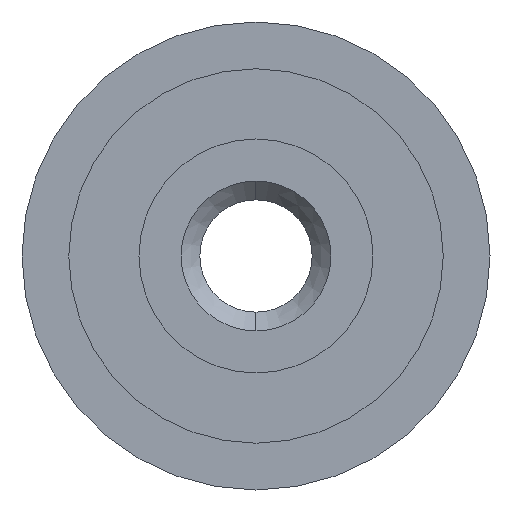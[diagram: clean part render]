
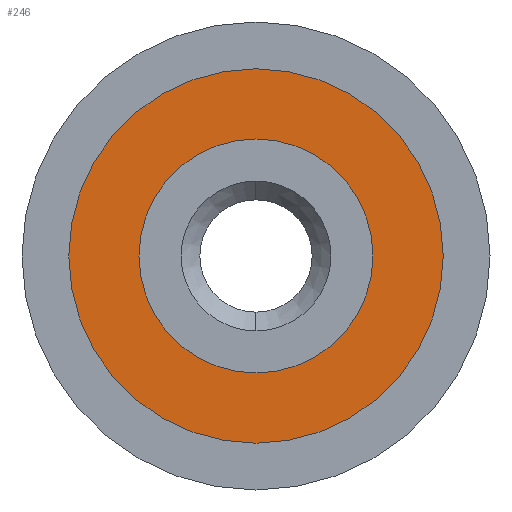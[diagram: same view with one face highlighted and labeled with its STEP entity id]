
A CAD part, left-side view. The second image highlights one B-rep face of the part: STEP entity #246.
In plain terms, the highlighted planar face has unit normal (-1, 0, 0).
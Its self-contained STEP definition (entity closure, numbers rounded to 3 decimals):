
#142=CARTESIAN_POINT('POINT11',(7.112,0.,1.588));
#143=VERTEX_POINT('VERTEX11',#142);
#150=CARTESIAN_POINT('POINT12',(7.112,0.,
   -1.588));
#151=VERTEX_POINT('VERTEX12',#150);
#152=CARTESIAN_POINT('POS15',(7.112,0.,0.));
#153=DIRECTION('DIR24',(1.,0.,0.));
#154=DIRECTION('DIR25',(0.,0.,1.));
#155=AXIS2_PLACEMENT_3D('AXIS10',#152,#153,#154);
#156=CIRCLE('ELLIPSE6',#155,1.588);
#157=EDGE_CURVE('EDGE16',#151,#143,#156,.T.);
#177=EDGE_CURVE('EDGE18',#143,#151,#156,.T.);
#222=ORIENTED_EDGE('COEDGE41',*,*,#177,.T.);
#223=ORIENTED_EDGE('COEDGE42',*,*,#157,.T.);
#224=EDGE_LOOP('NONE',(#222,#223));
#225=FACE_BOUND('LOOP1',#224,.T.);
#226=CARTESIAN_POINT('POINT15',(7.112,0.,-2.54));
#227=VERTEX_POINT('VERTEX15',#226);
#228=CARTESIAN_POINT('POINT16',(7.112,0.,
   2.54));
#229=VERTEX_POINT('VERTEX16',#228);
#230=CARTESIAN_POINT('POS22',(7.112,0.,0.));
#231=DIRECTION('DIR35',(-1.,0.,0.));
#232=DIRECTION('DIR36',(0.,0.,-1.));
#233=AXIS2_PLACEMENT_3D('AXIS14',#230,#231,#232);
#234=CIRCLE('ELLIPSE8',#233,2.54);
#235=EDGE_CURVE('EDGE23',#227,#229,#234,.T.);
#236=ORIENTED_EDGE('COEDGE43',*,*,#235,.T.);
#237=EDGE_CURVE('EDGE24',#229,#227,#234,.T.);
#238=ORIENTED_EDGE('COEDGE44',*,*,#237,.T.);
#239=EDGE_LOOP('NONE',(#236,#238));
#240=FACE_BOUND('LOOP1',#239,.T.);
#241=CARTESIAN_POINT('POS23',(7.112,0.,-1.27));
#242=DIRECTION('DIR37',(-1.,0.,0.));
#243=DIRECTION('DIR38',(0.,1.,0.));
#244=AXIS2_PLACEMENT_3D('AXIS15',#241,#242,#243);
#245=PLANE('PLANE3',#244);
#246=ADVANCED_FACE('FACE11',(#225,#240),#245,.T.);
